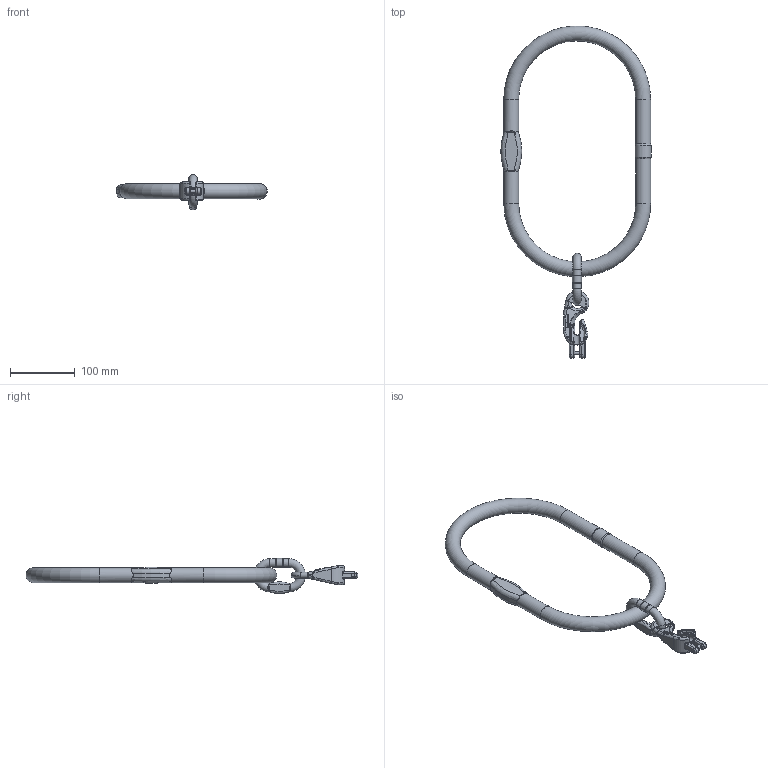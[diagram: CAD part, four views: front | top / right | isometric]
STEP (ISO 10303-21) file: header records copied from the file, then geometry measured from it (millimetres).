
FILE_DESCRIPTION(/* description */ (''),/* implementation_level */ '2;1');
FILE_NAME(/* name */ 'pewag_LXKW_1-6',/* time_stamp */ '2010-03-03T13:50:29+01:00',/* author */ (''),/* organization */ (''),/* preprocessor_version */ 'ST-DEVELOPER v9',/* originating_system */ 'UGS - NX 4.0',/* authorisation */ '');
FILE_SCHEMA (('AUTOMOTIVE_DESIGN { 1 0 10303 214 1 1 1 1 }'));
Length unit declared in the file: millimetre
Products named in the file (1): rit7E48oz1z
Bounding box: 231.46 x 510.92 x 54.05 mm (x, y, z)
Volume: 462829.8 mm3; surface area: 88300.2 mm2
Topology: 4 solids, 4 shells, 532 faces, 1356 edges, 836 vertices
Faces by surface type: plane 152, cylinder 117, bspline 112, extrusion 98, torus 37, cone 8, sphere 8
Full cylindrical faces by diameter (mm): 5 x3, 13 x2, 13.975 x1, 23 x4, 24.725 x1
Entity records: 19428 total; most frequent: CARTESIAN_POINT 7930, ORIENTED_EDGE 2642, DIRECTION 1922, EDGE_CURVE 1321, VERTEX_POINT 826, AXIS2_PLACEMENT_3D 693, B_SPLINE_CURVE_WITH_KNOTS 600, EDGE_LOOP 571
